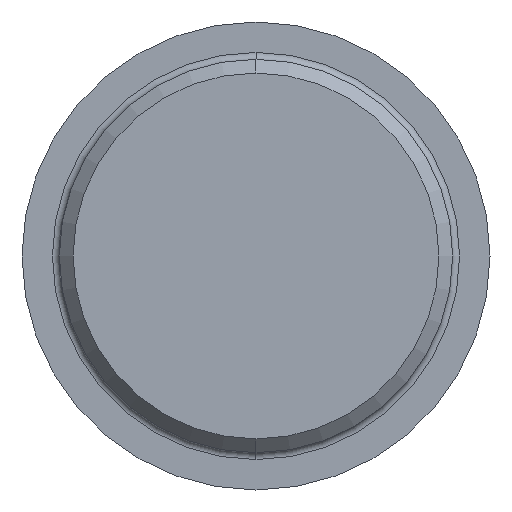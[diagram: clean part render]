
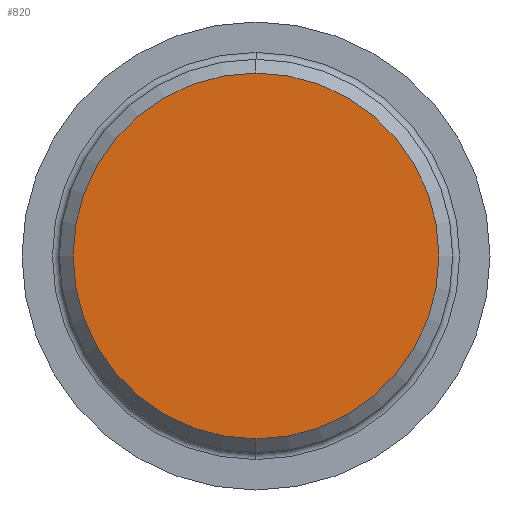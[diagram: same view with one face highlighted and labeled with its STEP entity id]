
A CAD part, left-side view. The second image highlights one B-rep face of the part: STEP entity #820.
In plain terms, the highlighted planar face has unit normal (-1, 0, 0).
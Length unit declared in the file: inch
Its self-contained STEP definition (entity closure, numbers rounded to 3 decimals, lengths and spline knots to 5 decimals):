
#136 = CARTESIAN_POINT ( 'NONE',  ( 0., 0., 0.52323 ) ) ;
#167 = DIRECTION ( 'NONE',  ( 0., 0., 1. ) ) ;
#193 = DIRECTION ( 'NONE',  ( -1., 0., 0. ) ) ;
#210 = VERTEX_POINT ( 'NONE', #1162 ) ;
#225 = CARTESIAN_POINT ( 'NONE',  ( 0., 0., 0. ) ) ;
#389 = ORIENTED_EDGE ( 'NONE', *, *, #985, .T. ) ;
#478 = EDGE_LOOP ( 'NONE', ( #389, #808 ) ) ;
#655 = VERTEX_POINT ( 'NONE', #136 ) ;
#681 = CIRCLE ( 'NONE', #924, 0.52323 ) ;
#738 = CIRCLE ( 'NONE', #956, 0.52323 ) ;
#808 = ORIENTED_EDGE ( 'NONE', *, *, #929, .T. ) ;
#820 = ADVANCED_FACE ( 'NONE', ( #934 ), #1082, .T. ) ;
#924 = AXIS2_PLACEMENT_3D ( 'NONE', #1452, #1449, #1445 ) ;
#929 = EDGE_CURVE ( 'NONE', #655, #210, #738, .T. ) ;
#934 = FACE_OUTER_BOUND ( 'NONE', #478, .T. ) ;
#956 = AXIS2_PLACEMENT_3D ( 'NONE', #225, #193, #167 ) ;
#980 = AXIS2_PLACEMENT_3D ( 'NONE', #1085, #1086, #1058 ) ;
#985 = EDGE_CURVE ( 'NONE', #210, #655, #681, .T. ) ;
#1058 = DIRECTION ( 'NONE',  ( 0., 0., 1. ) ) ;
#1082 = PLANE ( 'NONE',  #980 ) ;
#1085 = CARTESIAN_POINT ( 'NONE',  ( 0., 0., 0. ) ) ;
#1086 = DIRECTION ( 'NONE',  ( -1., 0., 0. ) ) ;
#1162 = CARTESIAN_POINT ( 'NONE',  ( 0., 0., -0.52323 ) ) ;
#1445 = DIRECTION ( 'NONE',  ( 0., 0., 1. ) ) ;
#1449 = DIRECTION ( 'NONE',  ( -1., 0., 0. ) ) ;
#1452 = CARTESIAN_POINT ( 'NONE',  ( 0., 0., 0. ) ) ;
